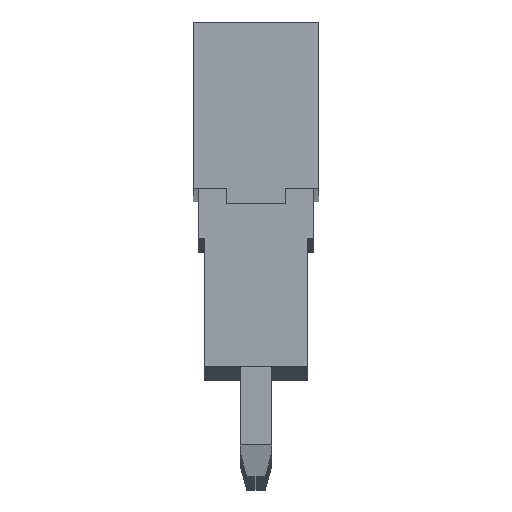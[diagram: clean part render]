
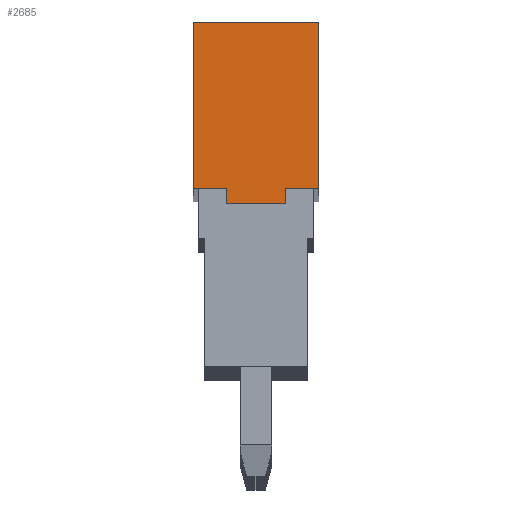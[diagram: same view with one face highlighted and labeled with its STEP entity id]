
A CAD part, top view. The second image highlights one B-rep face of the part: STEP entity #2685.
In plain terms, the highlighted planar face has unit normal (0, 0, 1).
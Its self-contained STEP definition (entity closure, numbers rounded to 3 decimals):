
#2685=ADVANCED_FACE('',(#4756),#3745,.T.);
#3745=PLANE('',#26722);
#4756=FACE_OUTER_BOUND('',#5864,.T.);
#5864=EDGE_LOOP('',(#11796,#11797,#11798,#11799,#11800,#11801,#11802,#11803));
#11796=ORIENTED_EDGE('',*,*,#14424,.T.);
#11797=ORIENTED_EDGE('',*,*,#14216,.T.);
#11798=ORIENTED_EDGE('',*,*,#16928,.F.);
#11799=ORIENTED_EDGE('',*,*,#16906,.T.);
#11800=ORIENTED_EDGE('',*,*,#16926,.T.);
#11801=ORIENTED_EDGE('',*,*,#14304,.F.);
#11802=ORIENTED_EDGE('',*,*,#14426,.T.);
#11803=ORIENTED_EDGE('',*,*,#14421,.F.);
#11982=VERTEX_POINT('',#33363);
#12179=VERTEX_POINT('',#33757);
#12265=VERTEX_POINT('',#33934);
#12266=VERTEX_POINT('',#33936);
#12381=VERTEX_POINT('',#34168);
#12382=VERTEX_POINT('',#34170);
#13910=VERTEX_POINT('',#39299);
#13911=VERTEX_POINT('',#39301);
#14216=EDGE_CURVE('',#11982,#12179,#17238,.T.);
#14304=EDGE_CURVE('',#12265,#12266,#17326,.T.);
#14421=EDGE_CURVE('',#12381,#12382,#17443,.T.);
#14424=EDGE_CURVE('',#12381,#11982,#17446,.T.);
#14426=EDGE_CURVE('',#12265,#12382,#17448,.T.);
#16906=EDGE_CURVE('',#13911,#13910,#19890,.T.);
#16926=EDGE_CURVE('',#13910,#12266,#19910,.T.);
#16928=EDGE_CURVE('',#13911,#12179,#19912,.T.);
#17238=LINE('',#33758,#21592);
#17326=LINE('',#33935,#21680);
#17443=LINE('',#34169,#21797);
#17446=LINE('',#34175,#21800);
#17448=LINE('',#34178,#21802);
#19890=LINE('',#39300,#24244);
#19910=LINE('',#39340,#24264);
#19912=LINE('',#39343,#24266);
#21592=VECTOR('',#27053,1.);
#21680=VECTOR('',#27147,1.);
#21797=VECTOR('',#27266,1.);
#21800=VECTOR('',#27271,1.);
#21802=VECTOR('',#27275,1.);
#24244=VECTOR('',#31719,1.);
#24264=VECTOR('',#31753,1.);
#24266=VECTOR('',#31757,1.);
#26722=AXIS2_PLACEMENT_3D('',#39344,#31758,#31759);
#27053=DIRECTION('',(1.,0.,0.));
#27147=DIRECTION('',(-1.,0.,0.));
#27266=DIRECTION('',(1.,0.,0.));
#27271=DIRECTION('',(0.,-1.,0.));
#27275=DIRECTION('',(0.,1.,0.));
#31719=DIRECTION('',(1.,0.,0.));
#31753=DIRECTION('',(0.,1.,0.));
#31757=DIRECTION('',(0.,1.,0.));
#31758=DIRECTION('',(0.,0.,1.));
#31759=DIRECTION('',(1.,0.,0.));
#33363=CARTESIAN_POINT('',(-2.,15.7,7.6));
#33757=CARTESIAN_POINT('',(-0.95,15.7,7.6));
#33758=CARTESIAN_POINT('',(-1.7,15.7,7.6));
#33934=CARTESIAN_POINT('',(2.,15.7,7.6));
#33935=CARTESIAN_POINT('',(1.7,15.7,7.6));
#33936=CARTESIAN_POINT('',(0.95,15.7,7.6));
#34168=CARTESIAN_POINT('',(-2.,21.,7.6));
#34169=CARTESIAN_POINT('',(-1.7,21.,7.6));
#34170=CARTESIAN_POINT('',(2.,21.,7.6));
#34175=CARTESIAN_POINT('',(-2.,0.,7.6));
#34178=CARTESIAN_POINT('',(2.,0.,7.6));
#39299=CARTESIAN_POINT('',(0.95,15.2,7.6));
#39300=CARTESIAN_POINT('',(-0.95,15.2,7.6));
#39301=CARTESIAN_POINT('',(-0.95,15.2,7.6));
#39340=CARTESIAN_POINT('',(0.95,15.2,7.6));
#39343=CARTESIAN_POINT('',(-0.95,15.2,7.6));
#39344=CARTESIAN_POINT('',(-2.,21.,7.6));
